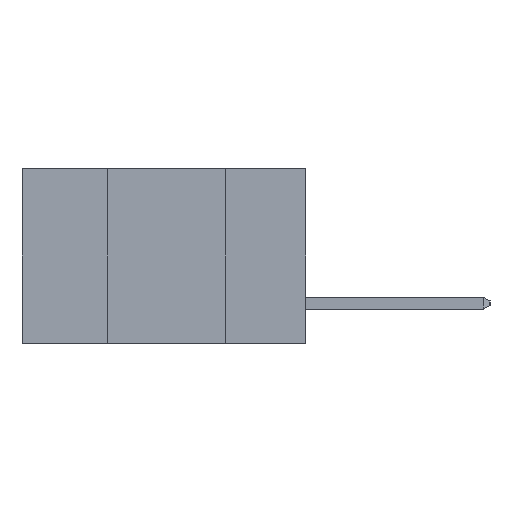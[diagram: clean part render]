
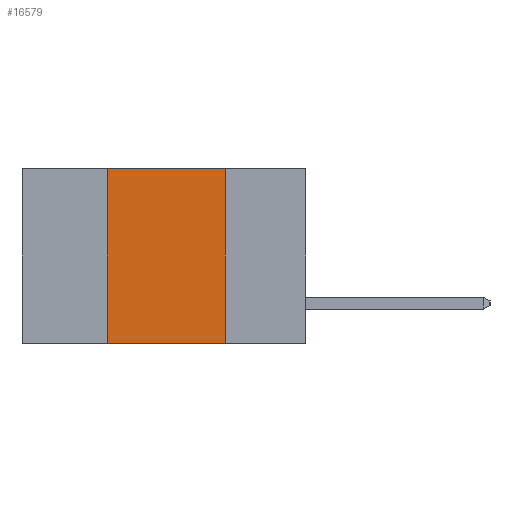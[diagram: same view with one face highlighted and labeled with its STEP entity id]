
A CAD part, left-side view. The second image highlights one B-rep face of the part: STEP entity #16579.
In plain terms, the highlighted planar face has unit normal (-1, 0, 0).
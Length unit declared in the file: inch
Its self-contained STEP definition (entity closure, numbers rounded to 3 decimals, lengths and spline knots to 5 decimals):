
#422 = VECTOR ( 'NONE', #11945, 39.37008 ) ;
#1406 = LINE ( 'NONE', #15973, #11381 ) ;
#1540 = CARTESIAN_POINT ( 'NONE',  ( 0., 0.17, 0. ) ) ;
#2225 = EDGE_CURVE ( 'NONE', #3071, #5243, #7498, .T. ) ;
#2244 = CARTESIAN_POINT ( 'NONE',  ( 0., 0.42, -0.37 ) ) ;
#2585 = LINE ( 'NONE', #9492, #15852 ) ;
#2860 = ORIENTED_EDGE ( 'NONE', *, *, #11608, .F. ) ;
#3071 = VERTEX_POINT ( 'NONE', #2244 ) ;
#3506 = PLANE ( 'NONE',  #11390 ) ;
#4050 = CARTESIAN_POINT ( 'NONE',  ( 0., 0.17, -0.37 ) ) ;
#4727 = EDGE_LOOP ( 'NONE', ( #8032, #2860, #14568, #11122 ) ) ;
#4811 = DIRECTION ( 'NONE',  ( 0., 0., -1. ) ) ;
#5243 = VERTEX_POINT ( 'NONE', #6517 ) ;
#5556 = DIRECTION ( 'NONE',  ( 0., -1., 0. ) ) ;
#6517 = CARTESIAN_POINT ( 'NONE',  ( 0., 0.42, 0. ) ) ;
#6862 = FACE_OUTER_BOUND ( 'NONE', #4727, .T. ) ;
#6867 = VERTEX_POINT ( 'NONE', #4050 ) ;
#7079 = DIRECTION ( 'NONE',  ( 0., -1., 0. ) ) ;
#7498 = LINE ( 'NONE', #12375, #13850 ) ;
#8032 = ORIENTED_EDGE ( 'NONE', *, *, #11433, .F. ) ;
#9310 = CARTESIAN_POINT ( 'NONE',  ( 0., 0.17, 0. ) ) ;
#9492 = CARTESIAN_POINT ( 'NONE',  ( 0., 0.6, -0.37 ) ) ;
#10806 = LINE ( 'NONE', #1540, #422 ) ;
#11122 = ORIENTED_EDGE ( 'NONE', *, *, #12987, .T. ) ;
#11381 = VECTOR ( 'NONE', #7079, 39.37008 ) ;
#11390 = AXIS2_PLACEMENT_3D ( 'NONE', #15013, #12591, #4811 ) ;
#11433 = EDGE_CURVE ( 'NONE', #12028, #6867, #10806, .T. ) ;
#11608 = EDGE_CURVE ( 'NONE', #5243, #12028, #1406, .T. ) ;
#11945 = DIRECTION ( 'NONE',  ( 0., 0., -1. ) ) ;
#12028 = VERTEX_POINT ( 'NONE', #9310 ) ;
#12375 = CARTESIAN_POINT ( 'NONE',  ( 0., 0.42, 0. ) ) ;
#12591 = DIRECTION ( 'NONE',  ( 1., 0., 0. ) ) ;
#12987 = EDGE_CURVE ( 'NONE', #3071, #6867, #2585, .T. ) ;
#13514 = DIRECTION ( 'NONE',  ( 0., 0., 1. ) ) ;
#13850 = VECTOR ( 'NONE', #13514, 39.37008 ) ;
#14568 = ORIENTED_EDGE ( 'NONE', *, *, #2225, .F. ) ;
#15013 = CARTESIAN_POINT ( 'NONE',  ( 0., 0.6, 0. ) ) ;
#15852 = VECTOR ( 'NONE', #5556, 39.37008 ) ;
#15973 = CARTESIAN_POINT ( 'NONE',  ( 0., 0.6, 0. ) ) ;
#16579 = ADVANCED_FACE ( 'NONE', ( #6862 ), #3506, .F. ) ;
